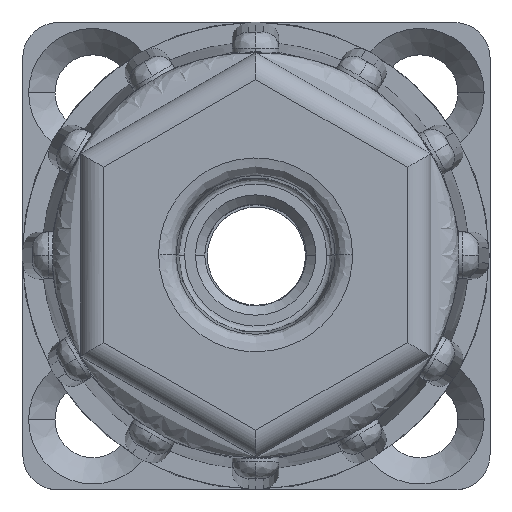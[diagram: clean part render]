
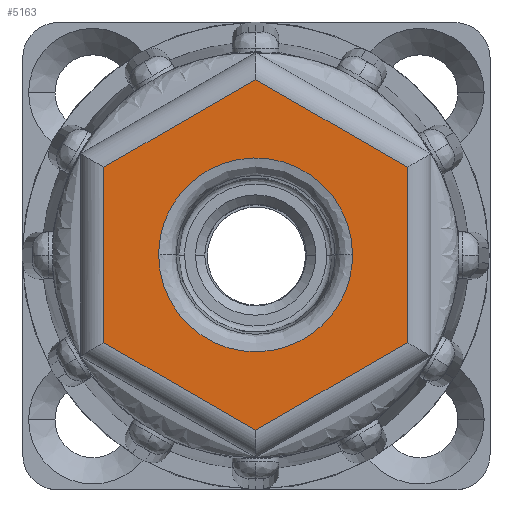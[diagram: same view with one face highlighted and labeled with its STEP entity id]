
A CAD part, top view. The second image highlights one B-rep face of the part: STEP entity #5163.
In plain terms, the highlighted planar face has unit normal (0, 0, 1).
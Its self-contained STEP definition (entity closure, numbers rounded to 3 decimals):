
#37 = ORIENTED_EDGE ( 'NONE', *, *, #14109, .F. ) ;
#132 = VERTEX_POINT ( 'NONE', #6535 ) ;
#218 = DIRECTION ( 'NONE',  ( -1., 0., 0. ) ) ;
#507 = DIRECTION ( 'NONE',  ( 0., 1., 0. ) ) ;
#582 = VERTEX_POINT ( 'NONE', #12699 ) ;
#787 = VECTOR ( 'NONE', #3135, 1000. ) ;
#899 = CARTESIAN_POINT ( 'NONE',  ( -8.299, 0., 40. ) ) ;
#1120 = ORIENTED_EDGE ( 'NONE', *, *, #13616, .F. ) ;
#1318 = VERTEX_POINT ( 'NONE', #10756 ) ;
#1549 = ORIENTED_EDGE ( 'NONE', *, *, #4485, .F. ) ;
#1714 = CARTESIAN_POINT ( 'NONE',  ( 1., -15.588, 40. ) ) ;
#1803 = CARTESIAN_POINT ( 'NONE',  ( 8.299, 0., 40. ) ) ;
#1873 = LINE ( 'NONE', #10177, #787 ) ;
#2244 = CARTESIAN_POINT ( 'NONE',  ( -8.299, 0., 40. ) ) ;
#2764 = LINE ( 'NONE', #1714, #11188 ) ;
#3015 = CARTESIAN_POINT ( 'NONE',  ( -8.299, -16.597, 40. ) ) ;
#3109 = CARTESIAN_POINT ( 'NONE',  ( -8.299, 0., 40. ) ) ;
#3135 = DIRECTION ( 'NONE',  ( 0.866, 0.5, 0. ) ) ;
#3174 = AXIS2_PLACEMENT_3D ( 'NONE', #7130, #7179, #218 ) ;
#3898 = LINE ( 'NONE', #8234, #9920 ) ;
#3992 = VECTOR ( 'NONE', #507, 1000. ) ;
#4004 = DIRECTION ( 'NONE',  ( -0.866, 0.5, 0. ) ) ;
#4309 = FACE_OUTER_BOUND ( 'NONE', #12937, .T. ) ;
#4485 = EDGE_CURVE ( 'NONE', #14557, #11370, #14601, .T. ) ;
#4505 = FACE_BOUND ( 'NONE', #7483, .T. ) ;
#4607 = CARTESIAN_POINT ( 'NONE',  ( -8.299, 16.597, 40. ) ) ;
#5163 = ADVANCED_FACE ( 'NONE', ( #4505, #4309 ), #5979, .F. ) ;
#5305 = EDGE_CURVE ( 'NONE', #7542, #14658, #7724, .T. ) ;
#5335 = CARTESIAN_POINT ( 'NONE',  ( 14., 6.928, 40. ) ) ;
#5979 = PLANE ( 'NONE',  #3174 ) ;
#6130 = ORIENTED_EDGE ( 'NONE', *, *, #5305, .F. ) ;
#6395 = CARTESIAN_POINT ( 'NONE',  ( -13., 8.66, 40. ) ) ;
#6535 = CARTESIAN_POINT ( 'NONE',  ( 13., 7.506, 40. ) ) ;
#6689 = DIRECTION ( 'NONE',  ( -0.866, -0.5, 0. ) ) ;
#6694 = CARTESIAN_POINT ( 'NONE',  ( -13., 7.506, 40. ) ) ;
#6849 = CARTESIAN_POINT ( 'NONE',  ( 21.5, -2.598, 40. ) ) ;
#7130 = CARTESIAN_POINT ( 'NONE',  ( 15., 8.66, 40. ) ) ;
#7179 = DIRECTION ( 'NONE',  ( 0., 0., -1. ) ) ;
#7483 = EDGE_LOOP ( 'NONE', ( #6130, #11022 ) ) ;
#7542 = VERTEX_POINT ( 'NONE', #2244 ) ;
#7724 =( BOUNDED_CURVE ( )  B_SPLINE_CURVE ( 3, ( #3109, #3015, #11245, #1803 ),
 .UNSPECIFIED., .F., .F. ) 
 B_SPLINE_CURVE_WITH_KNOTS ( ( 4, 4 ),
 ( 0., 0.5 ),
 .UNSPECIFIED. ) 
 CURVE ( )  GEOMETRIC_REPRESENTATION_ITEM ( )  RATIONAL_B_SPLINE_CURVE ( ( 1., 0.333, 0.333, 1. ) ) 
 REPRESENTATION_ITEM ( '' )  );
#8076 = LINE ( 'NONE', #6849, #11407 ) ;
#8234 = CARTESIAN_POINT ( 'NONE',  ( 13., 8.66, 40. ) ) ;
#8996 = ORIENTED_EDGE ( 'NONE', *, *, #12015, .F. ) ;
#9920 = VECTOR ( 'NONE', #12999, 1000. ) ;
#10177 = CARTESIAN_POINT ( 'NONE',  ( 8.5, 19.919, 40. ) ) ;
#10756 = CARTESIAN_POINT ( 'NONE',  ( 0., -15.011, 40. ) ) ;
#10803 =( BOUNDED_CURVE ( )  B_SPLINE_CURVE ( 3, ( #15118, #12652, #4607, #899 ),
 .UNSPECIFIED., .F., .F. ) 
 B_SPLINE_CURVE_WITH_KNOTS ( ( 4, 4 ),
 ( 0.5, 1. ),
 .UNSPECIFIED. ) 
 CURVE ( )  GEOMETRIC_REPRESENTATION_ITEM ( )  RATIONAL_B_SPLINE_CURVE ( ( 1., 0.333, 0.333, 1. ) ) 
 REPRESENTATION_ITEM ( '' )  );
#11022 = ORIENTED_EDGE ( 'NONE', *, *, #12180, .F. ) ;
#11188 = VECTOR ( 'NONE', #4004, 1000. ) ;
#11220 = VECTOR ( 'NONE', #12362, 1000. ) ;
#11245 = CARTESIAN_POINT ( 'NONE',  ( 8.299, -16.597, 40. ) ) ;
#11370 = VERTEX_POINT ( 'NONE', #6694 ) ;
#11396 = ORIENTED_EDGE ( 'NONE', *, *, #14249, .F. ) ;
#11407 = VECTOR ( 'NONE', #6689, 1000. ) ;
#11737 = VERTEX_POINT ( 'NONE', #14977 ) ;
#12015 = EDGE_CURVE ( 'NONE', #1318, #14557, #2764, .T. ) ;
#12180 = EDGE_CURVE ( 'NONE', #14658, #7542, #10803, .T. ) ;
#12362 = DIRECTION ( 'NONE',  ( 0.866, -0.5, 0. ) ) ;
#12652 = CARTESIAN_POINT ( 'NONE',  ( 8.299, 16.597, 40. ) ) ;
#12699 = CARTESIAN_POINT ( 'NONE',  ( 0., 15.011, 40. ) ) ;
#12761 = ORIENTED_EDGE ( 'NONE', *, *, #13556, .F. ) ;
#12937 = EDGE_LOOP ( 'NONE', ( #11396, #1120, #12761, #1549, #8996, #37 ) ) ;
#12999 = DIRECTION ( 'NONE',  ( 0., -1., 0. ) ) ;
#13389 = CARTESIAN_POINT ( 'NONE',  ( -13., -7.506, 40. ) ) ;
#13556 = EDGE_CURVE ( 'NONE', #11370, #582, #1873, .T. ) ;
#13588 = CARTESIAN_POINT ( 'NONE',  ( 8.299, 0., 40. ) ) ;
#13616 = EDGE_CURVE ( 'NONE', #582, #132, #14357, .T. ) ;
#14109 = EDGE_CURVE ( 'NONE', #11737, #1318, #8076, .T. ) ;
#14249 = EDGE_CURVE ( 'NONE', #132, #11737, #3898, .T. ) ;
#14357 = LINE ( 'NONE', #5335, #11220 ) ;
#14557 = VERTEX_POINT ( 'NONE', #13389 ) ;
#14601 = LINE ( 'NONE', #6395, #3992 ) ;
#14658 = VERTEX_POINT ( 'NONE', #13588 ) ;
#14977 = CARTESIAN_POINT ( 'NONE',  ( 13., -7.506, 40. ) ) ;
#15118 = CARTESIAN_POINT ( 'NONE',  ( 8.299, 0., 40. ) ) ;
